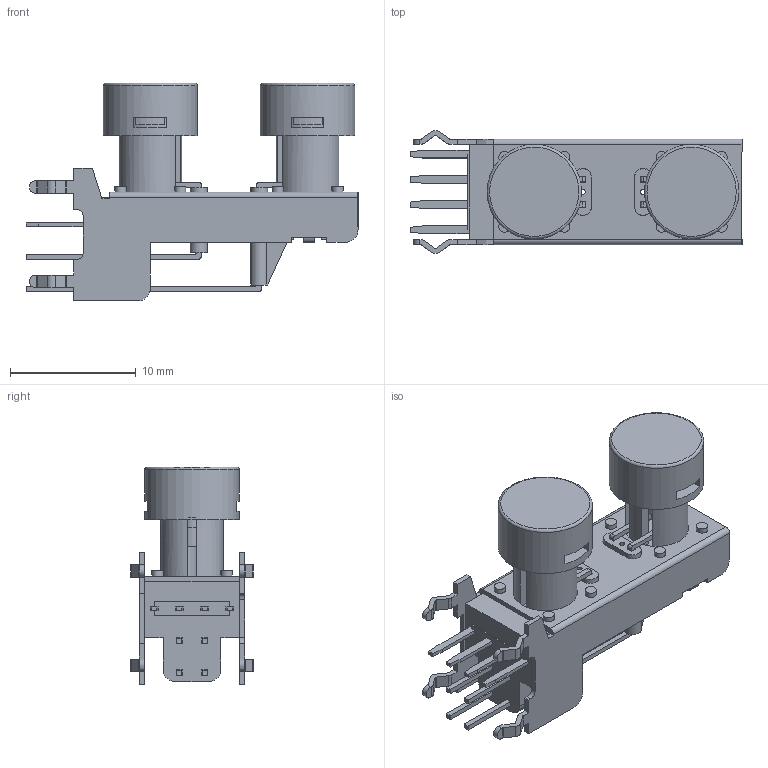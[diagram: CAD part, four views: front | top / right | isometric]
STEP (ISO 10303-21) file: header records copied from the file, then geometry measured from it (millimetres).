
FILE_DESCRIPTION((' '),'2;1');
FILE_NAME('TL3253BxBBxBF160Q.stp','2017-08-01T07:49:44',(' '),(' '),' ','ACIS',' ');
FILE_SCHEMA(('CONFIG_CONTROL_DESIGN'));
Length unit declared in the file: inch
Products named in the file (1): TL3253BxBBxBF160Q.stp
Bounding box: 26.38 x 9.75 x 17.3 mm (x, y, z)
Volume: 1006.1 mm3; surface area: 2666.1 mm2
Topology: 1 solids, 3 shells, 842 faces, 2363 edges, 1554 vertices
Faces by surface type: plane 559, cylinder 265, torus 12, bspline 4, cone 2
Full cylindrical faces by diameter (mm): 0.4 x2, 0.9 x8, 1 x3, 1.1 x2, 2.202 x2, 3.1 x2, 5.1 x2, 7.5 x2
Entity records: 27127 total; most frequent: CARTESIAN_POINT 4999, ORIENTED_EDGE 4622, DIRECTION 4548, EDGE_CURVE 2311, VECTOR 1700, LINE 1700, VERTEX_POINT 1531, AXIS2_PLACEMENT_3D 1424
